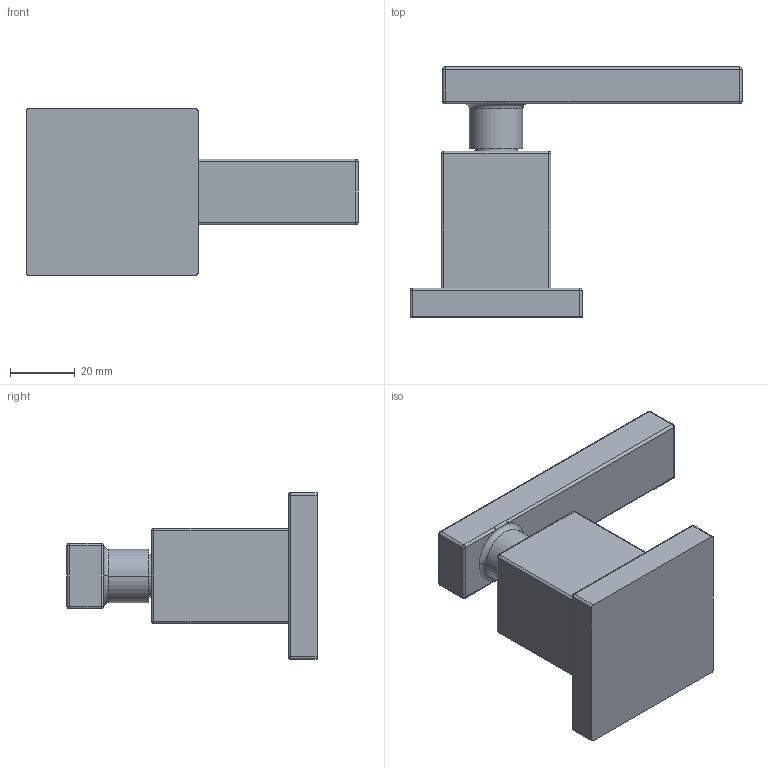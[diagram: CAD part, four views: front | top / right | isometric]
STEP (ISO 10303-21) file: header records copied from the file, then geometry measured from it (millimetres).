
FILE_DESCRIPTION((''),'2;1');
FILE_NAME('3-368','2021-01-01T15:00:02',('jinson.thomas'),(''),'CREO PARAMETRIC BY PTC INC, 2018400','CREO PARAMETRIC BY PTC INC, 2018400','');
FILE_SCHEMA(('CONFIG_CONTROL_DESIGN'));
Length unit declared in the file: inch
Products named in the file (1): 3-368
Bounding box: 102.87 x 77.47 x 51.56 mm (x, y, z)
Volume: 91485 mm3; surface area: 19384.9 mm2
Topology: 1 solids, 2 shells, 79 faces, 162 edges, 90 vertices
Faces by surface type: cylinder 38, plane 21, sphere 16, bspline 2, torus 2
Entity records: 2168 total; most frequent: CARTESIAN_POINT 427, DIRECTION 394, ORIENTED_EDGE 324, EDGE_CURVE 162, AXIS2_PLACEMENT_3D 159, VERTEX_POINT 90, EDGE_LOOP 84, CIRCLE 82
